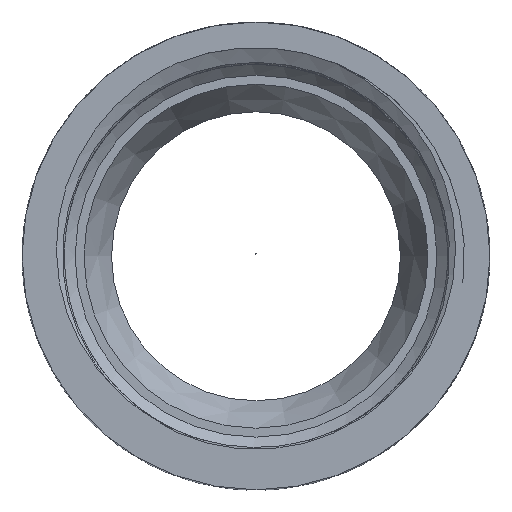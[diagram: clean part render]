
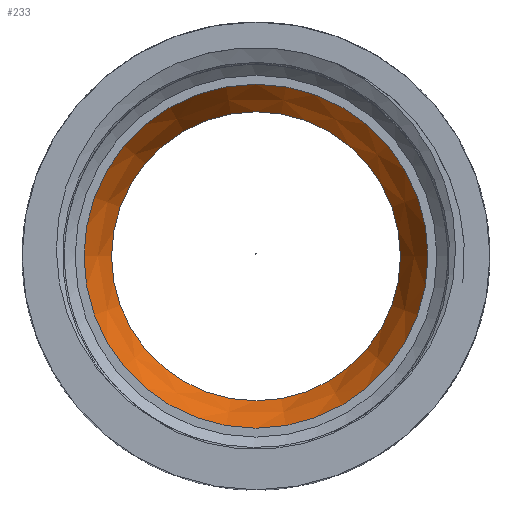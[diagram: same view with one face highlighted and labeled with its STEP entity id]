
A CAD part, top view. The second image highlights one B-rep face of the part: STEP entity #233.
In plain terms, the highlighted conical face has half-angle 26.565 degrees and reference radius 11.5 mm.
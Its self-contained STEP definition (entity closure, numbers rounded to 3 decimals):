
#233=ADVANCED_FACE('',(#1041,#1043),#1045,.F.);
#1041=FACE_OUTER_BOUND('',#1042,.T.);
#1042=EDGE_LOOP('',(#6781));
#1043=FACE_OUTER_BOUND('',#1044,.T.);
#1044=EDGE_LOOP('',(#6782));
#1045=CONICAL_SURFACE('',#1046,11.5,0.464);
#1046=AXIS2_PLACEMENT_3D('',#1047,#1048,#1049);
#1047=CARTESIAN_POINT('',(0.,0.,2.));
#1048=DIRECTION('',(0.,0.,1.));
#1049=DIRECTION('',(-1.,0.,0.));
#6781=ORIENTED_EDGE('',*,*,#6951,.F.);
#6782=ORIENTED_EDGE('',*,*,#7170,.T.);
#6951=EDGE_CURVE('',#7414,#7414,#7415,.T.);
#7170=EDGE_CURVE('',#7744,#7744,#7745,.T.);
#7414=VERTEX_POINT('',#8261);
#7415=CIRCLE('',#8262,10.5);
#7744=VERTEX_POINT('',#9068);
#7745=CIRCLE('',#9069,12.5);
#8261=CARTESIAN_POINT('',(-10.5,0.,0.));
#8262=AXIS2_PLACEMENT_3D('',#8263,#8264,#8265);
#8263=CARTESIAN_POINT('',(0.,0.,0.));
#8264=DIRECTION('',(0.,0.,1.));
#8265=DIRECTION('',(-1.,0.,0.));
#9068=CARTESIAN_POINT('',(-12.5,0.,4.));
#9069=AXIS2_PLACEMENT_3D('',#9070,#9071,#9072);
#9070=CARTESIAN_POINT('',(0.,0.,4.));
#9071=DIRECTION('',(0.,0.,1.));
#9072=DIRECTION('',(-1.,0.,0.));
